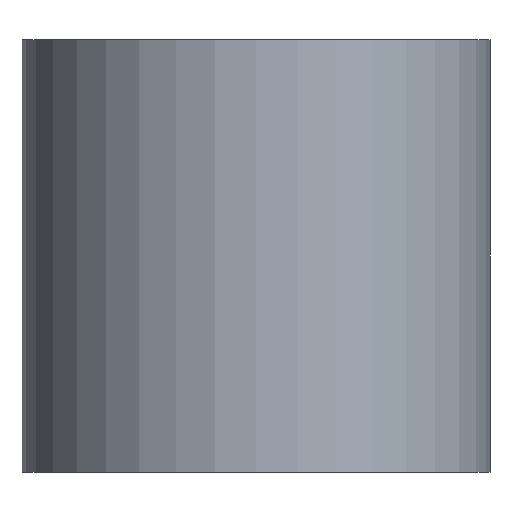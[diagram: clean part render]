
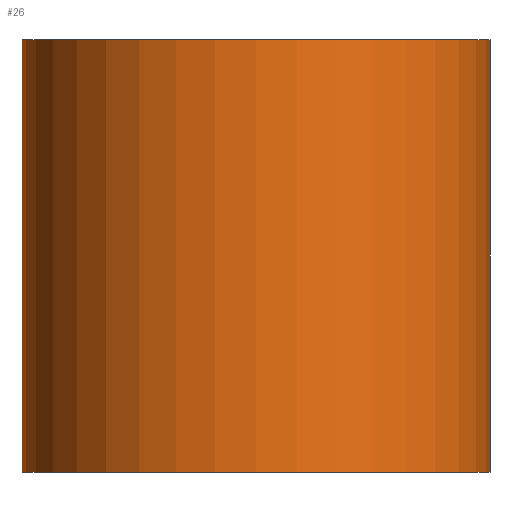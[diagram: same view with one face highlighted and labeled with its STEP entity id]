
A CAD part, front view. The second image highlights one B-rep face of the part: STEP entity #26.
In plain terms, the highlighted cylindrical face has radius 2 mm (diameter 4 mm), a partial arc.
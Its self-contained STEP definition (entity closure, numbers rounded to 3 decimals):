
#19 = VERTEX_POINT ( 'NONE', #155 ) ;
#21 = EDGE_LOOP ( 'NONE', ( #72, #285, #284, #210 ) ) ;
#26 = ADVANCED_FACE ( 'NONE', ( #132 ), #103, .T. ) ;
#37 = CIRCLE ( 'NONE', #146, 2. ) ;
#59 = VECTOR ( 'NONE', #170, 1000. ) ;
#72 = ORIENTED_EDGE ( 'NONE', *, *, #239, .F. ) ;
#75 = CARTESIAN_POINT ( 'NONE',  ( 0., 0., 1.85 ) ) ;
#85 = EDGE_CURVE ( 'NONE', #340, #257, #37, .T. ) ;
#103 = CYLINDRICAL_SURFACE ( 'NONE', #273, 2. ) ;
#116 = CARTESIAN_POINT ( 'NONE',  ( -2., 0., 1.85 ) ) ;
#132 = FACE_OUTER_BOUND ( 'NONE', #21, .T. ) ;
#142 = CARTESIAN_POINT ( 'NONE',  ( -2., 0., 1.85 ) ) ;
#146 = AXIS2_PLACEMENT_3D ( 'NONE', #209, #324, #150 ) ;
#150 = DIRECTION ( 'NONE',  ( 1., 0., 0. ) ) ;
#155 = CARTESIAN_POINT ( 'NONE',  ( -2., 0., -1.85 ) ) ;
#162 = CIRCLE ( 'NONE', #303, 2. ) ;
#164 = CARTESIAN_POINT ( 'NONE',  ( 2., 0., -1.85 ) ) ;
#170 = DIRECTION ( 'NONE',  ( 0., 0., -1. ) ) ;
#182 = VERTEX_POINT ( 'NONE', #164 ) ;
#183 = DIRECTION ( 'NONE',  ( 0., 0., -1. ) ) ;
#188 = CARTESIAN_POINT ( 'NONE',  ( 2., 0., 1.85 ) ) ;
#191 = LINE ( 'NONE', #305, #59 ) ;
#204 = VECTOR ( 'NONE', #218, 1000. ) ;
#209 = CARTESIAN_POINT ( 'NONE',  ( 0., 0., 1.85 ) ) ;
#210 = ORIENTED_EDGE ( 'NONE', *, *, #264, .T. ) ;
#218 = DIRECTION ( 'NONE',  ( 0., 0., -1. ) ) ;
#226 = EDGE_CURVE ( 'NONE', #340, #19, #245, .T. ) ;
#234 = DIRECTION ( 'NONE',  ( -1., 0., 0. ) ) ;
#239 = EDGE_CURVE ( 'NONE', #257, #182, #191, .T. ) ;
#245 = LINE ( 'NONE', #116, #204 ) ;
#257 = VERTEX_POINT ( 'NONE', #188 ) ;
#264 = EDGE_CURVE ( 'NONE', #19, #182, #162, .T. ) ;
#273 = AXIS2_PLACEMENT_3D ( 'NONE', #75, #183, #234 ) ;
#279 = DIRECTION ( 'NONE',  ( 1., 0., 0. ) ) ;
#284 = ORIENTED_EDGE ( 'NONE', *, *, #226, .T. ) ;
#285 = ORIENTED_EDGE ( 'NONE', *, *, #85, .F. ) ;
#303 = AXIS2_PLACEMENT_3D ( 'NONE', #332, #331, #279 ) ;
#305 = CARTESIAN_POINT ( 'NONE',  ( 2., 0., 1.85 ) ) ;
#324 = DIRECTION ( 'NONE',  ( 0., 0., 1. ) ) ;
#331 = DIRECTION ( 'NONE',  ( 0., 0., 1. ) ) ;
#332 = CARTESIAN_POINT ( 'NONE',  ( 0., 0., -1.85 ) ) ;
#340 = VERTEX_POINT ( 'NONE', #142 ) ;
